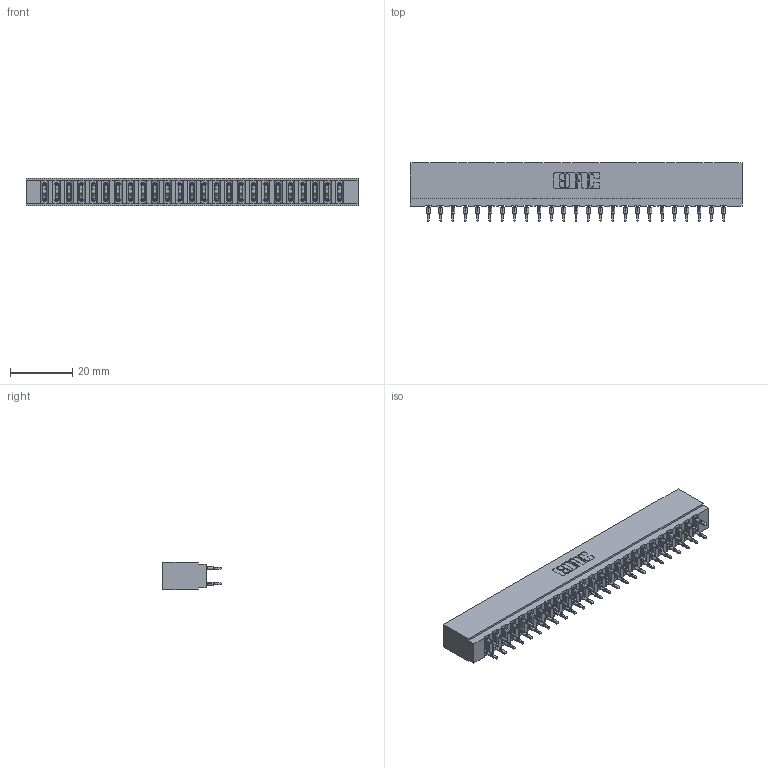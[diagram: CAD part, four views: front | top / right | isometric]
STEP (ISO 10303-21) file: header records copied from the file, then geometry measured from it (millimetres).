
FILE_DESCRIPTION (( 'STEP AP203' ), '1' );
FILE_NAME ('717-050-560-201.STEP', '2026-02-20T18:16:18', ( '' ), ( '' ), 'SwSTEP 2.0', 'SolidWorks 2023', '' );
FILE_SCHEMA (( 'CONFIG_CONTROL_DESIGN' ));
Length unit declared in the file: millimetre
Products named in the file (3): 745-292-001_560; 717-050-560-201; 717 Part_Insulator Option - 06
Assembly tree (51 placements, depth 2):
  717-050-560-201
    717 Part_Insulator Option - 06
    745-292-001_560  x50
Bounding box: 106.93 x 18.78 x 8.89 mm (x, y, z)
Volume: 9520.9 mm3; surface area: 15216 mm2
Topology: 51 solids, 51 shells, 5044 faces, 13801 edges, 8766 vertices
Faces by surface type: plane 2629, cylinder 1115, bspline 1000, torus 300
Entity records: 45488 total; most frequent: CARTESIAN_POINT 8405, ORIENTED_EDGE 7806, DIRECTION 6835, EDGE_CURVE 3903, VECTOR 3563, LINE 3563, VERTEX_POINT 2494, AXIS2_PLACEMENT_3D 1636
